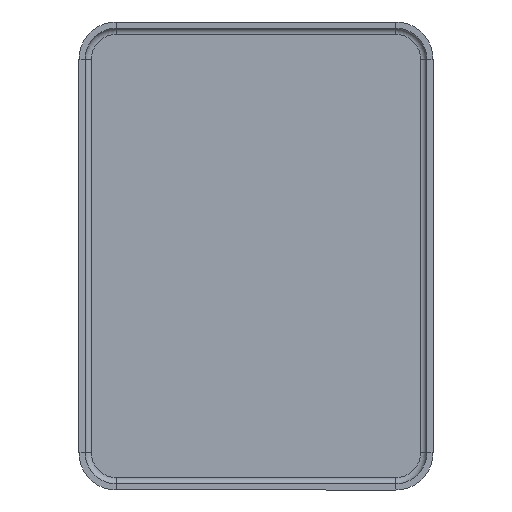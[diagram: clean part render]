
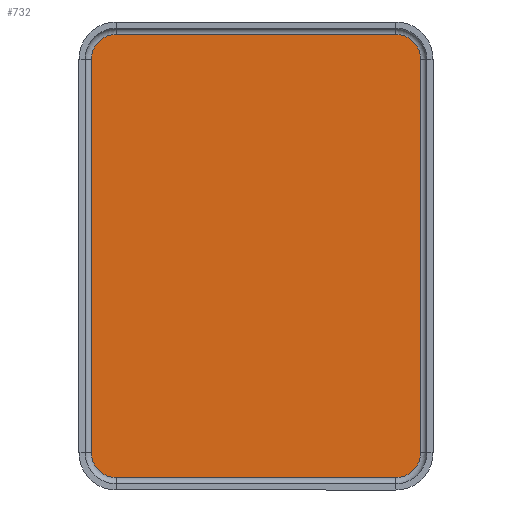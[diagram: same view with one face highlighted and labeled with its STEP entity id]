
A CAD part, front view. The second image highlights one B-rep face of the part: STEP entity #732.
In plain terms, the highlighted planar face has unit normal (0, -1, 0).
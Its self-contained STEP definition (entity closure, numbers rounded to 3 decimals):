
#34 = CARTESIAN_POINT ( 'NONE',  ( -6.75, -0.3, -9.5 ) ) ;
#49 = VERTEX_POINT ( 'NONE', #994 ) ;
#57 = CARTESIAN_POINT ( 'NONE',  ( -6.75, -0.3, 10.7 ) ) ;
#97 = VERTEX_POINT ( 'NONE', #1048 ) ;
#116 = EDGE_CURVE ( 'NONE', #97, #1107, #745, .T. ) ;
#117 = AXIS2_PLACEMENT_3D ( 'NONE', #34, #1008, #561 ) ;
#125 = VECTOR ( 'NONE', #1023, 1000. ) ;
#139 = VERTEX_POINT ( 'NONE', #57 ) ;
#155 = CIRCLE ( 'NONE', #785, 1.2 ) ;
#182 = ORIENTED_EDGE ( 'NONE', *, *, #837, .F. ) ;
#186 = CARTESIAN_POINT ( 'NONE',  ( 6.75, -0.3, -10.7 ) ) ;
#268 = VECTOR ( 'NONE', #690, 1000. ) ;
#277 = CARTESIAN_POINT ( 'NONE',  ( -6.75, -0.3, 10.7 ) ) ;
#282 = CIRCLE ( 'NONE', #373, 1.2 ) ;
#283 = ORIENTED_EDGE ( 'NONE', *, *, #609, .F. ) ;
#295 = DIRECTION ( 'NONE',  ( 0., 1., 0. ) ) ;
#324 = ORIENTED_EDGE ( 'NONE', *, *, #1004, .F. ) ;
#332 = AXIS2_PLACEMENT_3D ( 'NONE', #474, #384, #1097 ) ;
#360 = DIRECTION ( 'NONE',  ( 0., 0., 1. ) ) ;
#361 = CIRCLE ( 'NONE', #1155, 1.2 ) ;
#373 = AXIS2_PLACEMENT_3D ( 'NONE', #845, #1018, #575 ) ;
#384 = DIRECTION ( 'NONE',  ( 0., -1., 0. ) ) ;
#389 = PLANE ( 'NONE',  #332 ) ;
#440 = VECTOR ( 'NONE', #731, 1000. ) ;
#462 = DIRECTION ( 'NONE',  ( 0., 1., 0. ) ) ;
#464 = CARTESIAN_POINT ( 'NONE',  ( -6.75, -0.3, 9.5 ) ) ;
#474 = CARTESIAN_POINT ( 'NONE',  ( 6.75, -0.3, 9.5 ) ) ;
#475 = ORIENTED_EDGE ( 'NONE', *, *, #116, .F. ) ;
#479 = CARTESIAN_POINT ( 'NONE',  ( 6.75, -0.3, 9.5 ) ) ;
#484 = DIRECTION ( 'NONE',  ( 0., 0., 1. ) ) ;
#485 = EDGE_CURVE ( 'NONE', #1107, #139, #155, .T. ) ;
#502 = LINE ( 'NONE', #277, #440 ) ;
#505 = VERTEX_POINT ( 'NONE', #186 ) ;
#506 = ORIENTED_EDGE ( 'NONE', *, *, #591, .F. ) ;
#518 = CIRCLE ( 'NONE', #117, 1.2 ) ;
#524 = DIRECTION ( 'NONE',  ( 0., 0., -1. ) ) ;
#532 = VERTEX_POINT ( 'NONE', #1093 ) ;
#555 = VERTEX_POINT ( 'NONE', #651 ) ;
#561 = DIRECTION ( 'NONE',  ( 0., 0., 1. ) ) ;
#575 = DIRECTION ( 'NONE',  ( 0., 0., 1. ) ) ;
#591 = EDGE_CURVE ( 'NONE', #505, #1136, #614, .T. ) ;
#592 = CARTESIAN_POINT ( 'NONE',  ( -6.75, -0.3, -10.7 ) ) ;
#609 = EDGE_CURVE ( 'NONE', #532, #49, #361, .T. ) ;
#614 = LINE ( 'NONE', #667, #125 ) ;
#651 = CARTESIAN_POINT ( 'NONE',  ( 7.95, -0.3, -9.5 ) ) ;
#654 = EDGE_CURVE ( 'NONE', #1136, #97, #518, .T. ) ;
#667 = CARTESIAN_POINT ( 'NONE',  ( 6.75, -0.3, -10.7 ) ) ;
#679 = ORIENTED_EDGE ( 'NONE', *, *, #889, .F. ) ;
#690 = DIRECTION ( 'NONE',  ( 0., 0., 1. ) ) ;
#730 = VECTOR ( 'NONE', #524, 1000. ) ;
#731 = DIRECTION ( 'NONE',  ( 1., 0., 0. ) ) ;
#732 = ADVANCED_FACE ( 'NONE', ( #964 ), #389, .T. ) ;
#745 = LINE ( 'NONE', #1036, #268 ) ;
#747 = ORIENTED_EDGE ( 'NONE', *, *, #485, .F. ) ;
#785 = AXIS2_PLACEMENT_3D ( 'NONE', #464, #462, #360 ) ;
#793 = EDGE_LOOP ( 'NONE', ( #283, #182, #747, #475, #824, #506, #324, #679 ) ) ;
#824 = ORIENTED_EDGE ( 'NONE', *, *, #654, .F. ) ;
#837 = EDGE_CURVE ( 'NONE', #139, #532, #502, .T. ) ;
#845 = CARTESIAN_POINT ( 'NONE',  ( 6.75, -0.3, -9.5 ) ) ;
#889 = EDGE_CURVE ( 'NONE', #49, #555, #995, .T. ) ;
#964 = FACE_OUTER_BOUND ( 'NONE', #793, .T. ) ;
#994 = CARTESIAN_POINT ( 'NONE',  ( 7.95, -0.3, 9.5 ) ) ;
#995 = LINE ( 'NONE', #1054, #730 ) ;
#1004 = EDGE_CURVE ( 'NONE', #555, #505, #282, .T. ) ;
#1008 = DIRECTION ( 'NONE',  ( 0., 1., 0. ) ) ;
#1018 = DIRECTION ( 'NONE',  ( 0., 1., 0. ) ) ;
#1023 = DIRECTION ( 'NONE',  ( -1., 0., 0. ) ) ;
#1036 = CARTESIAN_POINT ( 'NONE',  ( -7.95, -0.3, -9.5 ) ) ;
#1037 = CARTESIAN_POINT ( 'NONE',  ( -7.95, -0.3, 9.5 ) ) ;
#1048 = CARTESIAN_POINT ( 'NONE',  ( -7.95, -0.3, -9.5 ) ) ;
#1054 = CARTESIAN_POINT ( 'NONE',  ( 7.95, -0.3, 9.5 ) ) ;
#1093 = CARTESIAN_POINT ( 'NONE',  ( 6.75, -0.3, 10.7 ) ) ;
#1097 = DIRECTION ( 'NONE',  ( 0., 0., -1. ) ) ;
#1107 = VERTEX_POINT ( 'NONE', #1037 ) ;
#1136 = VERTEX_POINT ( 'NONE', #592 ) ;
#1155 = AXIS2_PLACEMENT_3D ( 'NONE', #479, #295, #484 ) ;
